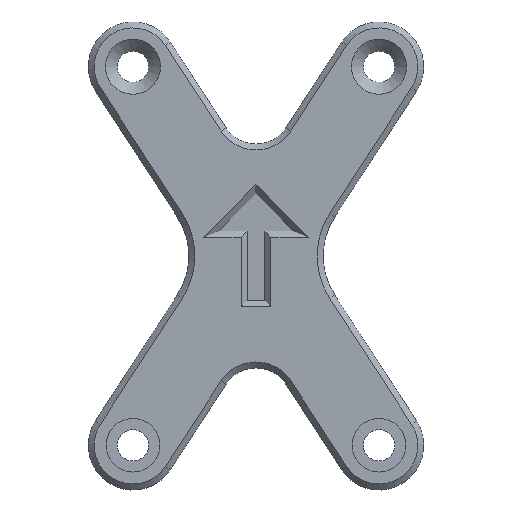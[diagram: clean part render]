
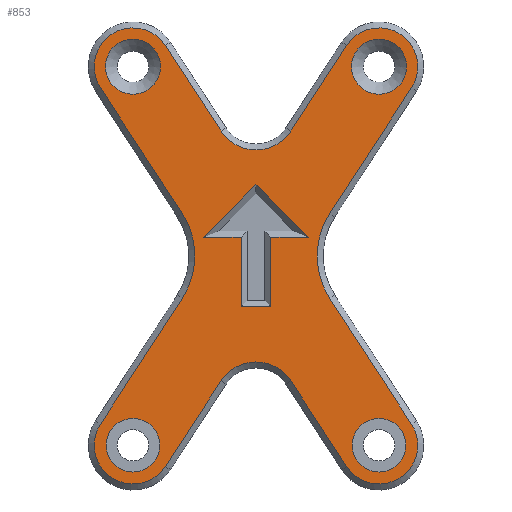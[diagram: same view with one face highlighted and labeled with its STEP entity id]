
A CAD part, top view. The second image highlights one B-rep face of the part: STEP entity #853.
In plain terms, the highlighted planar face has unit normal (0, 0, 1).
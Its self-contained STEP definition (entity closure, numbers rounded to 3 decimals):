
#39=FACE_BOUND('',#148,.T.);
#40=FACE_BOUND('',#149,.T.);
#41=FACE_BOUND('',#150,.T.);
#42=FACE_BOUND('',#151,.T.);
#43=FACE_BOUND('',#152,.T.);
#50=CIRCLE('',#926,6.5);
#51=CIRCLE('',#927,7.);
#52=CIRCLE('',#928,6.5);
#53=CIRCLE('',#929,13.);
#54=CIRCLE('',#930,6.5);
#55=CIRCLE('',#931,7.);
#56=CIRCLE('',#932,6.5);
#57=CIRCLE('',#933,13.);
#58=CIRCLE('',#934,4.625);
#59=CIRCLE('',#935,4.5);
#60=CIRCLE('',#936,4.5);
#61=CIRCLE('',#937,4.625);
#95=FACE_OUTER_BOUND('',#147,.T.);
#147=EDGE_LOOP('',(#600,#601,#602,#603,#604,#605,#606,#607,#608,#609,#610,
#611,#612,#613,#614,#615));
#148=EDGE_LOOP('',(#616));
#149=EDGE_LOOP('',(#617));
#150=EDGE_LOOP('',(#618));
#151=EDGE_LOOP('',(#619));
#152=EDGE_LOOP('',(#620,#621,#622,#623,#624,#625,#626));
#205=LINE('',#1283,#290);
#207=LINE('',#1288,#292);
#211=LINE('',#1297,#296);
#216=LINE('',#1307,#301);
#218=LINE('',#1310,#303);
#221=LINE('',#1314,#306);
#222=LINE('',#1316,#307);
#224=LINE('',#1321,#309);
#225=LINE('',#1325,#310);
#226=LINE('',#1329,#311);
#227=LINE('',#1333,#312);
#228=LINE('',#1337,#313);
#229=LINE('',#1341,#314);
#230=LINE('',#1345,#315);
#231=LINE('',#1349,#316);
#290=VECTOR('',#1014,10.);
#292=VECTOR('',#1018,10.);
#296=VECTOR('',#1024,10.);
#301=VECTOR('',#1031,10.);
#303=VECTOR('',#1035,10.);
#306=VECTOR('',#1040,10.);
#307=VECTOR('',#1043,10.);
#309=VECTOR('',#1047,10.);
#310=VECTOR('',#1050,10.);
#311=VECTOR('',#1053,10.);
#312=VECTOR('',#1056,10.);
#313=VECTOR('',#1059,10.);
#314=VECTOR('',#1062,10.);
#315=VECTOR('',#1065,10.);
#316=VECTOR('',#1068,10.);
#375=VERTEX_POINT('',#1280);
#376=VERTEX_POINT('',#1282);
#377=VERTEX_POINT('',#1286);
#378=VERTEX_POINT('',#1287);
#381=VERTEX_POINT('',#1295);
#382=VERTEX_POINT('',#1296);
#386=VERTEX_POINT('',#1306);
#387=VERTEX_POINT('',#1319);
#388=VERTEX_POINT('',#1320);
#389=VERTEX_POINT('',#1322);
#390=VERTEX_POINT('',#1324);
#391=VERTEX_POINT('',#1326);
#392=VERTEX_POINT('',#1328);
#393=VERTEX_POINT('',#1330);
#394=VERTEX_POINT('',#1332);
#395=VERTEX_POINT('',#1334);
#396=VERTEX_POINT('',#1336);
#397=VERTEX_POINT('',#1338);
#398=VERTEX_POINT('',#1340);
#399=VERTEX_POINT('',#1342);
#400=VERTEX_POINT('',#1344);
#401=VERTEX_POINT('',#1346);
#402=VERTEX_POINT('',#1348);
#403=VERTEX_POINT('',#1351);
#404=VERTEX_POINT('',#1353);
#405=VERTEX_POINT('',#1355);
#406=VERTEX_POINT('',#1357);
#451=EDGE_CURVE('',#375,#376,#205,.T.);
#453=EDGE_CURVE('',#377,#378,#207,.T.);
#457=EDGE_CURVE('',#381,#382,#211,.T.);
#462=EDGE_CURVE('',#382,#386,#216,.T.);
#464=EDGE_CURVE('',#378,#381,#218,.T.);
#467=EDGE_CURVE('',#386,#375,#221,.T.);
#468=EDGE_CURVE('',#376,#377,#222,.T.);
#470=EDGE_CURVE('',#387,#388,#224,.T.);
#471=EDGE_CURVE('',#389,#387,#50,.T.);
#472=EDGE_CURVE('',#390,#389,#225,.T.);
#473=EDGE_CURVE('',#391,#390,#51,.T.);
#474=EDGE_CURVE('',#392,#391,#226,.T.);
#475=EDGE_CURVE('',#393,#392,#52,.T.);
#476=EDGE_CURVE('',#394,#393,#227,.T.);
#477=EDGE_CURVE('',#395,#394,#53,.T.);
#478=EDGE_CURVE('',#396,#395,#228,.T.);
#479=EDGE_CURVE('',#397,#396,#54,.T.);
#480=EDGE_CURVE('',#398,#397,#229,.T.);
#481=EDGE_CURVE('',#399,#398,#55,.T.);
#482=EDGE_CURVE('',#400,#399,#230,.T.);
#483=EDGE_CURVE('',#401,#400,#56,.T.);
#484=EDGE_CURVE('',#402,#401,#231,.T.);
#485=EDGE_CURVE('',#388,#402,#57,.T.);
#486=EDGE_CURVE('',#403,#403,#58,.T.);
#487=EDGE_CURVE('',#404,#404,#59,.T.);
#488=EDGE_CURVE('',#405,#405,#60,.T.);
#489=EDGE_CURVE('',#406,#406,#61,.T.);
#600=ORIENTED_EDGE('',*,*,#470,.F.);
#601=ORIENTED_EDGE('',*,*,#471,.F.);
#602=ORIENTED_EDGE('',*,*,#472,.F.);
#603=ORIENTED_EDGE('',*,*,#473,.F.);
#604=ORIENTED_EDGE('',*,*,#474,.F.);
#605=ORIENTED_EDGE('',*,*,#475,.F.);
#606=ORIENTED_EDGE('',*,*,#476,.F.);
#607=ORIENTED_EDGE('',*,*,#477,.F.);
#608=ORIENTED_EDGE('',*,*,#478,.F.);
#609=ORIENTED_EDGE('',*,*,#479,.F.);
#610=ORIENTED_EDGE('',*,*,#480,.F.);
#611=ORIENTED_EDGE('',*,*,#481,.F.);
#612=ORIENTED_EDGE('',*,*,#482,.F.);
#613=ORIENTED_EDGE('',*,*,#483,.F.);
#614=ORIENTED_EDGE('',*,*,#484,.F.);
#615=ORIENTED_EDGE('',*,*,#485,.F.);
#616=ORIENTED_EDGE('',*,*,#486,.F.);
#617=ORIENTED_EDGE('',*,*,#487,.T.);
#618=ORIENTED_EDGE('',*,*,#488,.T.);
#619=ORIENTED_EDGE('',*,*,#489,.F.);
#620=ORIENTED_EDGE('',*,*,#457,.F.);
#621=ORIENTED_EDGE('',*,*,#464,.F.);
#622=ORIENTED_EDGE('',*,*,#453,.F.);
#623=ORIENTED_EDGE('',*,*,#468,.F.);
#624=ORIENTED_EDGE('',*,*,#451,.F.);
#625=ORIENTED_EDGE('',*,*,#467,.F.);
#626=ORIENTED_EDGE('',*,*,#462,.F.);
#825=PLANE('',#925);
#853=ADVANCED_FACE('',(#95,#39,#40,#41,#42,#43),#825,.T.);
#925=AXIS2_PLACEMENT_3D('',#1318,#1045,#1046);
#926=AXIS2_PLACEMENT_3D('',#1323,#1048,#1049);
#927=AXIS2_PLACEMENT_3D('',#1327,#1051,#1052);
#928=AXIS2_PLACEMENT_3D('',#1331,#1054,#1055);
#929=AXIS2_PLACEMENT_3D('',#1335,#1057,#1058);
#930=AXIS2_PLACEMENT_3D('',#1339,#1060,#1061);
#931=AXIS2_PLACEMENT_3D('',#1343,#1063,#1064);
#932=AXIS2_PLACEMENT_3D('',#1347,#1066,#1067);
#933=AXIS2_PLACEMENT_3D('',#1350,#1069,#1070);
#934=AXIS2_PLACEMENT_3D('',#1352,#1071,#1072);
#935=AXIS2_PLACEMENT_3D('',#1354,#1073,#1074);
#936=AXIS2_PLACEMENT_3D('',#1356,#1075,#1076);
#937=AXIS2_PLACEMENT_3D('',#1358,#1077,#1078);
#1014=DIRECTION('',(-0.707,-0.707,0.));
#1018=DIRECTION('',(0.,-1.,0.));
#1024=DIRECTION('',(0.,1.,0.));
#1031=DIRECTION('',(1.,0.,0.));
#1035=DIRECTION('',(1.,0.,0.));
#1040=DIRECTION('',(-0.707,0.707,0.));
#1043=DIRECTION('',(1.,0.,0.));
#1045=DIRECTION('center_axis',(0.,0.,1.));
#1046=DIRECTION('ref_axis',(1.,0.,0.));
#1047=DIRECTION('',(0.545,0.838,0.));
#1048=DIRECTION('center_axis',(0.,0.,-1.));
#1049=DIRECTION('ref_axis',(0.838,-0.545,0.));
#1050=DIRECTION('',(-0.545,-0.838,0.));
#1051=DIRECTION('center_axis',(0.,0.,1.));
#1052=DIRECTION('ref_axis',(0.838,0.545,0.));
#1053=DIRECTION('',(-0.545,0.838,0.));
#1054=DIRECTION('center_axis',(0.,0.,-1.));
#1055=DIRECTION('ref_axis',(0.838,0.545,0.));
#1056=DIRECTION('',(0.545,-0.838,0.));
#1057=DIRECTION('center_axis',(0.,0.,1.));
#1058=DIRECTION('ref_axis',(-0.838,0.545,0.));
#1059=DIRECTION('',(-0.545,-0.838,0.));
#1060=DIRECTION('center_axis',(0.,0.,-1.));
#1061=DIRECTION('ref_axis',(-0.838,0.545,0.));
#1062=DIRECTION('',(0.545,0.838,0.));
#1063=DIRECTION('center_axis',(0.,0.,1.));
#1064=DIRECTION('ref_axis',(-0.838,-0.545,0.));
#1065=DIRECTION('',(0.545,-0.838,0.));
#1066=DIRECTION('center_axis',(0.,0.,-1.));
#1067=DIRECTION('ref_axis',(-0.838,-0.545,0.));
#1068=DIRECTION('',(-0.545,0.838,0.));
#1069=DIRECTION('center_axis',(0.,0.,1.));
#1070=DIRECTION('ref_axis',(0.838,-0.545,0.));
#1071=DIRECTION('center_axis',(0.,0.,1.));
#1072=DIRECTION('ref_axis',(-1.,0.,0.));
#1073=DIRECTION('center_axis',(0.,0.,-1.));
#1074=DIRECTION('ref_axis',(-1.,0.,0.));
#1075=DIRECTION('center_axis',(0.,0.,-1.));
#1076=DIRECTION('ref_axis',(-1.,0.,0.));
#1077=DIRECTION('center_axis',(0.,0.,1.));
#1078=DIRECTION('ref_axis',(-1.,0.,0.));
#1280=CARTESIAN_POINT('',(0.,11.914,8.));
#1282=CARTESIAN_POINT('',(-8.778,3.136,8.));
#1283=CARTESIAN_POINT('',(-6.514,5.4,8.));
#1286=CARTESIAN_POINT('',(-2.5,3.136,8.));
#1287=CARTESIAN_POINT('',(-2.5,-8.5,8.));
#1288=CARTESIAN_POINT('',(-2.5,-3.75,8.));
#1295=CARTESIAN_POINT('',(2.5,-8.5,8.));
#1296=CARTESIAN_POINT('',(2.5,3.136,8.));
#1297=CARTESIAN_POINT('',(2.5,3.75,8.));
#1306=CARTESIAN_POINT('',(8.778,3.136,8.));
#1307=CARTESIAN_POINT('',(3.182,3.136,8.));
#1310=CARTESIAN_POINT('',(0.75,-8.5,8.));
#1314=CARTESIAN_POINT('',(3.332,8.582,8.));
#1316=CARTESIAN_POINT('',(3.182,3.136,8.));
#1318=CARTESIAN_POINT('Origin',(0.,0.,
8.));
#1319=CARTESIAN_POINT('',(-26.087,-28.208,8.));
#1320=CARTESIAN_POINT('',(-12.358,-7.085,8.));
#1321=CARTESIAN_POINT('',(-8.904,-1.771,8.));
#1322=CARTESIAN_POINT('',(-15.188,-35.292,8.));
#1323=CARTESIAN_POINT('Origin',(-20.638,-31.75,8.));
#1324=CARTESIAN_POINT('',(-5.869,-20.956,8.));
#1325=CARTESIAN_POINT('',(-4.869,-19.417,8.));
#1326=CARTESIAN_POINT('',(5.869,-20.956,8.));
#1327=CARTESIAN_POINT('Origin',(0.,-24.771,
8.));
#1328=CARTESIAN_POINT('',(15.188,-35.292,8.));
#1329=CARTESIAN_POINT('',(0.21,-12.249,8.));
#1330=CARTESIAN_POINT('',(26.087,-28.208,8.));
#1331=CARTESIAN_POINT('Origin',(20.638,-31.75,8.));
#1332=CARTESIAN_POINT('',(12.358,-7.085,8.));
#1333=CARTESIAN_POINT('',(15.769,-12.333,8.));
#1334=CARTESIAN_POINT('',(12.358,7.085,8.));
#1335=CARTESIAN_POINT('Origin',(23.257,0.,
8.));
#1336=CARTESIAN_POINT('',(26.087,28.208,8.));
#1337=CARTESIAN_POINT('',(8.904,1.771,8.));
#1338=CARTESIAN_POINT('',(15.188,35.292,8.));
#1339=CARTESIAN_POINT('Origin',(20.638,31.75,8.));
#1340=CARTESIAN_POINT('',(5.869,20.956,8.));
#1341=CARTESIAN_POINT('',(4.869,19.417,8.));
#1342=CARTESIAN_POINT('',(-5.869,20.956,8.));
#1343=CARTESIAN_POINT('Origin',(0.,24.771,
8.));
#1344=CARTESIAN_POINT('',(-15.188,35.292,8.));
#1345=CARTESIAN_POINT('',(-0.21,12.249,8.));
#1346=CARTESIAN_POINT('',(-26.087,28.208,8.));
#1347=CARTESIAN_POINT('Origin',(-20.638,31.75,8.));
#1348=CARTESIAN_POINT('',(-12.358,7.085,8.));
#1349=CARTESIAN_POINT('',(-15.769,12.333,8.));
#1350=CARTESIAN_POINT('Origin',(-23.257,0.,
8.));
#1351=CARTESIAN_POINT('',(-16.013,31.75,8.));
#1352=CARTESIAN_POINT('Origin',(-20.638,31.75,8.));
#1353=CARTESIAN_POINT('',(-16.138,-31.75,8.));
#1354=CARTESIAN_POINT('Origin',(-20.638,-31.75,8.));
#1355=CARTESIAN_POINT('',(25.138,-31.75,8.));
#1356=CARTESIAN_POINT('Origin',(20.638,-31.75,8.));
#1357=CARTESIAN_POINT('',(25.263,31.75,8.));
#1358=CARTESIAN_POINT('Origin',(20.638,31.75,8.));
